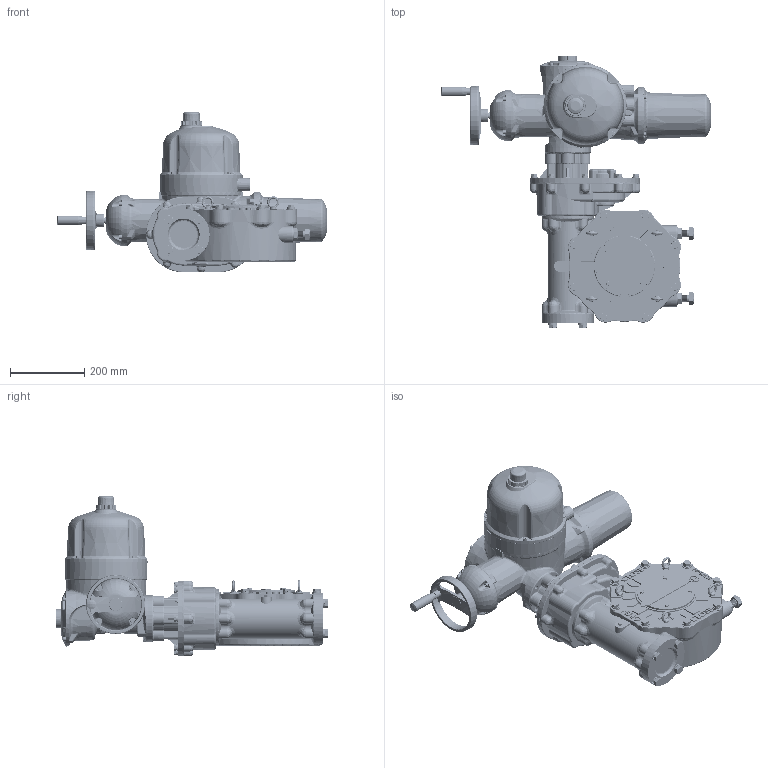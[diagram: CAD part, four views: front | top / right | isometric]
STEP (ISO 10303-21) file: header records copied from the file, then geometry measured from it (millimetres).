
FILE_DESCRIPTION (( 'STEP AP203' ), '1' );
FILE_NAME ('CD_02575_FR_EN.STEP', '2020-12-15T22:18:17', ( '' ), ( '' ), 'SwSTEP 2.0', 'SolidWorks 2020', '' );
FILE_SCHEMA (( 'CONFIG_CONTROL_DESIGN' ));
Length unit declared in the file: millimetre
Products named in the file (1): CD_02575_FR_EN
Bounding box: 730.2 x 732.8 x 433.5 mm (x, y, z)
Volume: 33511931.8 mm3; surface area: 1356667 mm2
Topology: 7 solids, 35 shells, 7150 faces, 17812 edges, 10277 vertices
Faces by surface type: bspline 2959, plane 1508, cylinder 1227, cone 855, torus 551, sphere 50
Entity records: 293006 total; most frequent: CARTESIAN_POINT 147234, ORIENTED_EDGE 34476, DIRECTION 25682, EDGE_CURVE 17238, AXIS2_PLACEMENT_3D 10786, VERTEX_POINT 10269, EDGE_LOOP 7351, ADVANCED_FACE 7150
